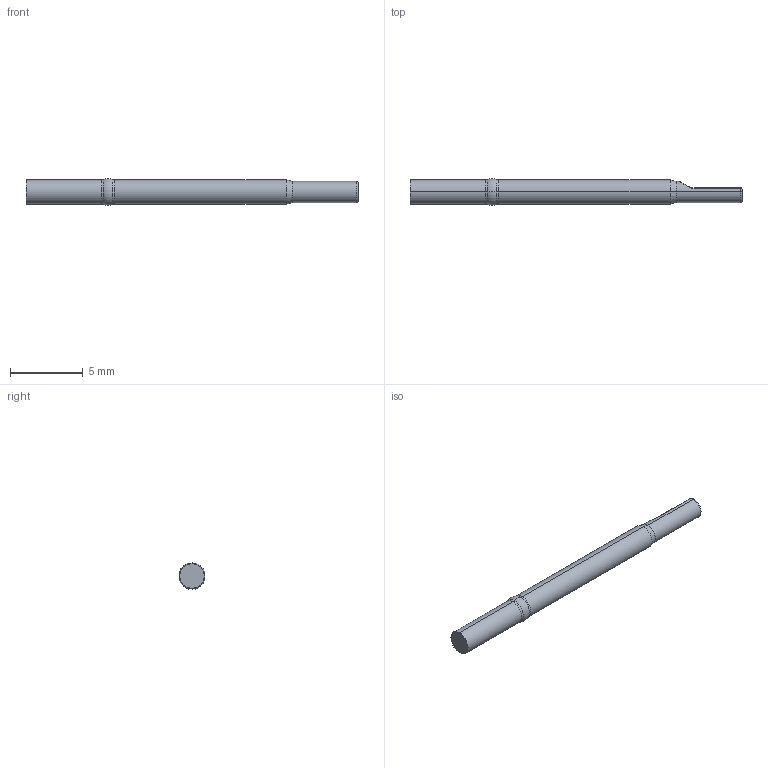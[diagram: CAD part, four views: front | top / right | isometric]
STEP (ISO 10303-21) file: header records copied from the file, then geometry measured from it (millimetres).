
FILE_DESCRIPTION (( 'STEP AP214' ), '1' );
FILE_NAME ('100-SD_160S.STEP', '2016-03-17T13:57:05', ( 'spare' ), ( '' ), 'SwSTEP 2.0', 'SolidWorks 2016', '' );
FILE_SCHEMA (( 'AUTOMOTIVE_DESIGN' ));
Length unit declared in the file: inch
Products named in the file (1): 100-SD_160S
Bounding box: 22.86 x 1.84 x 1.85 mm (x, y, z)
Volume: 45.3 mm3; surface area: 120.7 mm2
Topology: 1 solids, 1 shells, 50 faces, 110 edges, 56 vertices
Faces by surface type: cylinder 17, torus 13, bspline 11, plane 5, cone 2, sphere 2
Entity records: 1720 total; most frequent: CARTESIAN_POINT 680, DIRECTION 219, ORIENTED_EDGE 208, EDGE_CURVE 104, AXIS2_PLACEMENT_3D 97, CIRCLE 57, VERTEX_POINT 56, EDGE_LOOP 50
